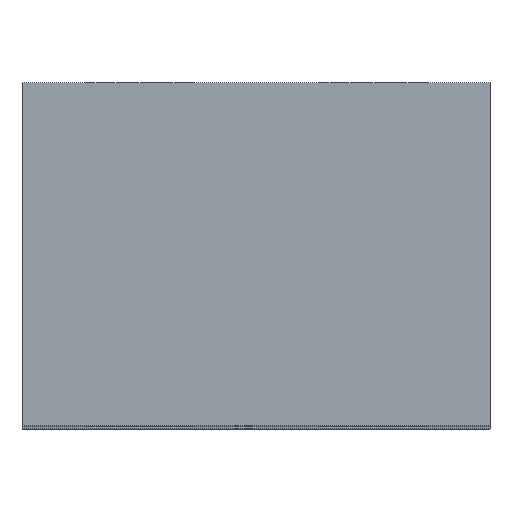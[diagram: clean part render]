
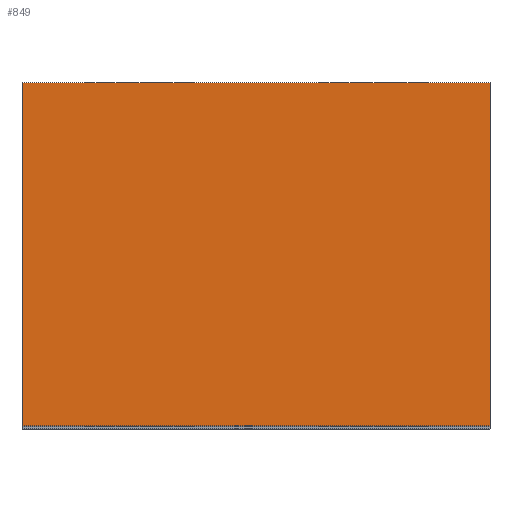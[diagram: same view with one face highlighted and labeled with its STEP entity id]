
A CAD part, top view. The second image highlights one B-rep face of the part: STEP entity #849.
In plain terms, the highlighted planar face has unit normal (0, 0, 1).
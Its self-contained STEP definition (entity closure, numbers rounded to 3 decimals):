
#37 = DIRECTION ( 'NONE',  ( 0., 0., -1. ) ) ;
#72 = ORIENTED_EDGE ( 'NONE', *, *, #899, .F. ) ;
#92 = EDGE_CURVE ( 'NONE', #733, #797, #470, .T. ) ;
#114 = VERTEX_POINT ( 'NONE', #164 ) ;
#160 = DIRECTION ( 'NONE',  ( 0., -1., 0. ) ) ;
#164 = CARTESIAN_POINT ( 'NONE',  ( 15., -11., 65. ) ) ;
#198 = LINE ( 'NONE', #983, #508 ) ;
#289 = CARTESIAN_POINT ( 'NONE',  ( -15., 11., 65. ) ) ;
#374 = AXIS2_PLACEMENT_3D ( 'NONE', #465, #37, #387 ) ;
#387 = DIRECTION ( 'NONE',  ( -1., 0., 0. ) ) ;
#417 = LINE ( 'NONE', #719, #909 ) ;
#465 = CARTESIAN_POINT ( 'NONE',  ( -15., 11., 65. ) ) ;
#470 = LINE ( 'NONE', #1013, #700 ) ;
#472 = DIRECTION ( 'NONE',  ( 0., -1., 0. ) ) ;
#508 = VECTOR ( 'NONE', #472, 1000. ) ;
#519 = LINE ( 'NONE', #289, #685 ) ;
#548 = CARTESIAN_POINT ( 'NONE',  ( -15., 11., 65. ) ) ;
#551 = DIRECTION ( 'NONE',  ( 1., 0., 0. ) ) ;
#661 = EDGE_LOOP ( 'NONE', ( #758, #72, #677, #844 ) ) ;
#677 = ORIENTED_EDGE ( 'NONE', *, *, #876, .F. ) ;
#685 = VECTOR ( 'NONE', #551, 1000. ) ;
#700 = VECTOR ( 'NONE', #160, 1000. ) ;
#719 = CARTESIAN_POINT ( 'NONE',  ( -15., -11., 65. ) ) ;
#720 = EDGE_CURVE ( 'NONE', #797, #114, #417, .T. ) ;
#733 = VERTEX_POINT ( 'NONE', #548 ) ;
#738 = FACE_OUTER_BOUND ( 'NONE', #661, .T. ) ;
#758 = ORIENTED_EDGE ( 'NONE', *, *, #720, .T. ) ;
#797 = VERTEX_POINT ( 'NONE', #1036 ) ;
#798 = DIRECTION ( 'NONE',  ( 1., 0., 0. ) ) ;
#844 = ORIENTED_EDGE ( 'NONE', *, *, #92, .T. ) ;
#849 = ADVANCED_FACE ( 'NONE', ( #738 ), #1072, .F. ) ;
#876 = EDGE_CURVE ( 'NONE', #733, #954, #519, .T. ) ;
#890 = CARTESIAN_POINT ( 'NONE',  ( 15., 11., 65. ) ) ;
#899 = EDGE_CURVE ( 'NONE', #954, #114, #198, .T. ) ;
#909 = VECTOR ( 'NONE', #798, 1000. ) ;
#954 = VERTEX_POINT ( 'NONE', #890 ) ;
#983 = CARTESIAN_POINT ( 'NONE',  ( 15., 11., 65. ) ) ;
#1013 = CARTESIAN_POINT ( 'NONE',  ( -15., 11., 65. ) ) ;
#1036 = CARTESIAN_POINT ( 'NONE',  ( -15., -11., 65. ) ) ;
#1072 = PLANE ( 'NONE',  #374 ) ;
